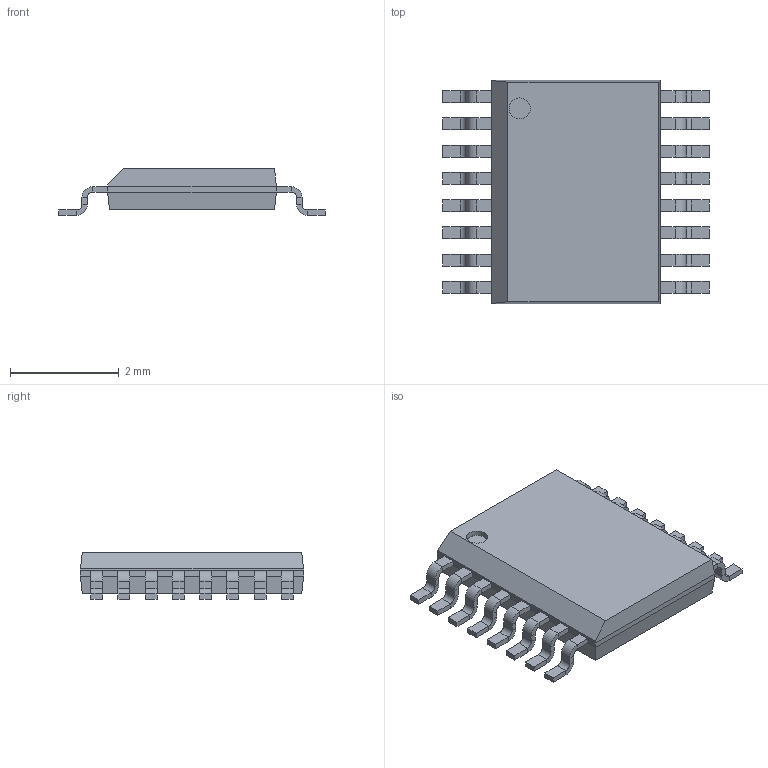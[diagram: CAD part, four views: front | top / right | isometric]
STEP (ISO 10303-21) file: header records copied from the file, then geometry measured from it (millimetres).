
FILE_DESCRIPTION(('Open CASCADE Model'),'2;1');
FILE_NAME('Open CASCADE Shape Model','2023-08-10T13:48:51',('Author'),( 'Open CASCADE'),'Open CASCADE STEP processor 7.5','Open CASCADE 7.5' ,'Unknown');
FILE_SCHEMA(('AUTOMOTIVE_DESIGN { 1 0 10303 214 1 1 1 1 }'));
Length unit declared in the file: millimetre
Products named in the file (5): MSOP16_TP.step; Open CASCADE STEP translator 7.5 19.1; Body; Open CASCADE STEP translator 7.5 19.2.1; Leader
Assembly tree (19 placements, depth 3):
  MSOP16_TP.step
    Open CASCADE STEP translator 7.5 19.1
    Body
      Open CASCADE STEP translator 7.5 19.2.1
    Leader  x16
Bounding box: 4.9 x 4.1 x 0.86 mm (x, y, z)
Volume: 9.7 mm3; surface area: 47.9 mm2
Topology: 17 solids, 18 shells, 370 faces, 739 edges, 405 vertices
Faces by surface type: plane 305, cylinder 65
Full cylindrical faces by diameter (mm): 0.388 x1
Entity records: 2209 total; most frequent: CARTESIAN_POINT 411, DIRECTION 317, LINE 168, VECTOR 168, ORIENTED_EDGE 157, PCURVE 157, DEFINITIONAL_REPRESENTATION 157, EDGE_CURVE 79
